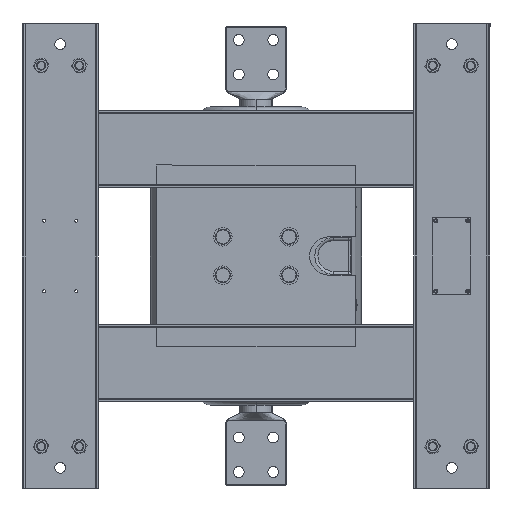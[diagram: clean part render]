
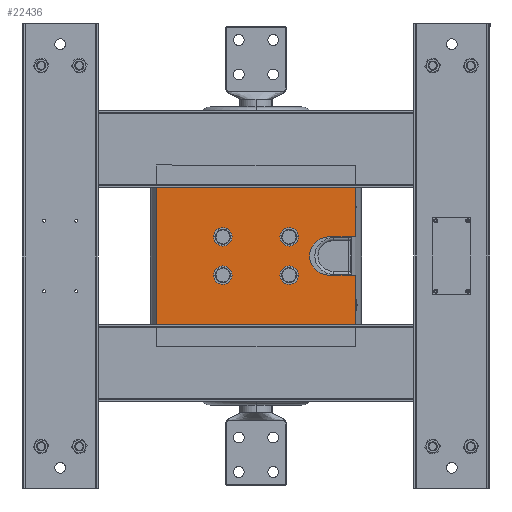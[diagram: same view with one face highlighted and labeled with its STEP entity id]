
A CAD part, front view. The second image highlights one B-rep face of the part: STEP entity #22436.
In plain terms, the highlighted planar face has unit normal (0, -1, 0).
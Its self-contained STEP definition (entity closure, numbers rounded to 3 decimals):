
#459 = ORIENTED_EDGE ( 'NONE', *, *, #24561, .T. ) ;
#460 = ORIENTED_EDGE ( 'NONE', *, *, #24557, .T. ) ;
#461 = ORIENTED_EDGE ( 'NONE', *, *, #24564, .T. ) ;
#462 = ORIENTED_EDGE ( 'NONE', *, *, #24563, .T. ) ;
#463 = ORIENTED_EDGE ( 'NONE', *, *, #24562, .F. ) ;
#464 = ORIENTED_EDGE ( 'NONE', *, *, #24547, .F. ) ;
#465 = ORIENTED_EDGE ( 'NONE', *, *, #24550, .F. ) ;
#466 = ORIENTED_EDGE ( 'NONE', *, *, #24552, .F. ) ;
#467 = ORIENTED_EDGE ( 'NONE', *, *, #24554, .F. ) ;
#468 = ORIENTED_EDGE ( 'NONE', *, *, #24556, .F. ) ;
#469 = ORIENTED_EDGE ( 'NONE', *, *, #24558, .F. ) ;
#470 = ORIENTED_EDGE ( 'NONE', *, *, #24560, .F. ) ;
#471 = ORIENTED_EDGE ( 'NONE', *, *, #24559, .T. ) ;
#472 = ORIENTED_EDGE ( 'NONE', *, *, #24555, .T. ) ;
#473 = ORIENTED_EDGE ( 'NONE', *, *, #24565, .T. ) ;
#474 = ORIENTED_EDGE ( 'NONE', *, *, #24566, .T. ) ;
#3080 = AXIS2_PLACEMENT_3D ( 'NONE', #12193, #12195, #12196 ) ;
#4111 = CARTESIAN_POINT ( 'NONE',  ( -130., -987., -119. ) ) ;
#4112 = CARTESIAN_POINT ( 'NONE',  ( -130., -987., 119. ) ) ;
#4113 = CARTESIAN_POINT ( 'NONE',  ( 130., -987., -119. ) ) ;
#4114 = CARTESIAN_POINT ( 'NONE',  ( 130., -987., -25. ) ) ;
#4115 = CARTESIAN_POINT ( 'NONE',  ( 95., -987., -25. ) ) ;
#4116 = CARTESIAN_POINT ( 'NONE',  ( 95., -987., 25. ) ) ;
#4117 = CARTESIAN_POINT ( 'NONE',  ( 130., -987., 25. ) ) ;
#4118 = CARTESIAN_POINT ( 'NONE',  ( 130., -987., 119. ) ) ;
#4119 = CARTESIAN_POINT ( 'NONE',  ( 43.301, -987., -32.5 ) ) ;
#4120 = CARTESIAN_POINT ( 'NONE',  ( 43.301, -987., -17.5 ) ) ;
#4121 = CARTESIAN_POINT ( 'NONE',  ( -43.301, -987., -32.5 ) ) ;
#4122 = CARTESIAN_POINT ( 'NONE',  ( -43.301, -987., -17.5 ) ) ;
#4123 = CARTESIAN_POINT ( 'NONE',  ( -43.301, -987., 17.5 ) ) ;
#4124 = CARTESIAN_POINT ( 'NONE',  ( -43.301, -987., 32.5 ) ) ;
#4125 = CARTESIAN_POINT ( 'NONE',  ( 43.301, -987., 17.5 ) ) ;
#4126 = CARTESIAN_POINT ( 'NONE',  ( 43.301, -987., 32.5 ) ) ;
#8565 = EDGE_LOOP ( 'NONE', ( #473, #474 ) ) ;
#10244 = FACE_BOUND ( 'NONE', #12687, .T. ) ;
#10246 = FACE_BOUND ( 'NONE', #8565, .T. ) ;
#10249 = FACE_BOUND ( 'NONE', #22807, .T. ) ;
#10251 = FACE_OUTER_BOUND ( 'NONE', #22808, .T. ) ;
#10253 = FACE_BOUND ( 'NONE', #22805, .T. ) ;
#12185 = PLANE ( 'NONE',  #3080 ) ;
#12193 = CARTESIAN_POINT ( 'NONE',  ( 95., -987., 0. ) ) ;
#12195 = DIRECTION ( 'NONE',  ( 0., -1., 0. ) ) ;
#12196 = DIRECTION ( 'NONE',  ( 0., 0., 1. ) ) ;
#12687 = EDGE_LOOP ( 'NONE', ( #459, #460 ) ) ;
#14446 = AXIS2_PLACEMENT_3D ( 'NONE', #17169, #17172, #17173 ) ;
#14447 = AXIS2_PLACEMENT_3D ( 'NONE', #17201, #17202, #17203 ) ;
#14448 = AXIS2_PLACEMENT_3D ( 'NONE', #17174, #17176, #17177 ) ;
#14449 = AXIS2_PLACEMENT_3D ( 'NONE', #17171, #17179, #17180 ) ;
#14450 = AXIS2_PLACEMENT_3D ( 'NONE', #17195, #17196, #17197 ) ;
#14451 = AXIS2_PLACEMENT_3D ( 'NONE', #17181, #17184, #17185 ) ;
#14452 = AXIS2_PLACEMENT_3D ( 'NONE', #17178, #17188, #17189 ) ;
#14453 = AXIS2_PLACEMENT_3D ( 'NONE', #17183, #17193, #17194 ) ;
#14454 = AXIS2_PLACEMENT_3D ( 'NONE', #17192, #17199, #17200 ) ;
#16275 = LINE ( 'NONE', #17153, #16280 ) ;
#16279 = LINE ( 'NONE', #17157, #16286 ) ;
#16280 = VECTOR ( 'NONE', #17156, 1000. ) ;
#16281 = LINE ( 'NONE', #17161, #16290 ) ;
#16283 = LINE ( 'NONE', #17165, #16294 ) ;
#16286 = VECTOR ( 'NONE', #17162, 1000. ) ;
#16287 = VECTOR ( 'NONE', #17182, 1000. ) ;
#16290 = VECTOR ( 'NONE', #17166, 1000. ) ;
#16291 = VECTOR ( 'NONE', #17187, 1000. ) ;
#16294 = VECTOR ( 'NONE', #17170, 1000. ) ;
#16295 = LINE ( 'NONE', #17186, #16291 ) ;
#16296 = CIRCLE ( 'NONE', #14446, 7.5 ) ;
#16297 = LINE ( 'NONE', #17190, #16302 ) ;
#16298 = CIRCLE ( 'NONE', #14448, 25. ) ;
#16299 = LINE ( 'NONE', #17175, #16287 ) ;
#16300 = CIRCLE ( 'NONE', #14449, 7.5 ) ;
#16302 = VECTOR ( 'NONE', #17191, 1000. ) ;
#16303 = CIRCLE ( 'NONE', #14451, 7.5 ) ;
#16306 = CIRCLE ( 'NONE', #14452, 7.5 ) ;
#16307 = CIRCLE ( 'NONE', #14453, 7.5 ) ;
#16309 = CIRCLE ( 'NONE', #14450, 7.5 ) ;
#16310 = CIRCLE ( 'NONE', #14454, 7.5 ) ;
#16312 = CIRCLE ( 'NONE', #14447, 7.5 ) ;
#17153 = CARTESIAN_POINT ( 'NONE',  ( -130., -987., 119. ) ) ;
#17156 = DIRECTION ( 'NONE',  ( 0., 0., 1. ) ) ;
#17157 = CARTESIAN_POINT ( 'NONE',  ( 130., -987., -119. ) ) ;
#17161 = CARTESIAN_POINT ( 'NONE',  ( 130., -987., -25. ) ) ;
#17162 = DIRECTION ( 'NONE',  ( -1., 0., 0. ) ) ;
#17165 = CARTESIAN_POINT ( 'NONE',  ( 95., -987., -25. ) ) ;
#17166 = DIRECTION ( 'NONE',  ( 0., 0., -1. ) ) ;
#17169 = CARTESIAN_POINT ( 'NONE',  ( -43.301, -987., 25. ) ) ;
#17170 = DIRECTION ( 'NONE',  ( 1., 0., 0. ) ) ;
#17171 = CARTESIAN_POINT ( 'NONE',  ( 43.301, -987., -25. ) ) ;
#17172 = DIRECTION ( 'NONE',  ( 0., 1., 0. ) ) ;
#17173 = DIRECTION ( 'NONE',  ( 0., 0., -1. ) ) ;
#17174 = CARTESIAN_POINT ( 'NONE',  ( 95., -987., 0. ) ) ;
#17175 = CARTESIAN_POINT ( 'NONE',  ( 130., -987., 25. ) ) ;
#17176 = DIRECTION ( 'NONE',  ( 0., -1., 0. ) ) ;
#17177 = DIRECTION ( 'NONE',  ( 0., 0., 1. ) ) ;
#17178 = CARTESIAN_POINT ( 'NONE',  ( 43.301, -987., -25. ) ) ;
#17179 = DIRECTION ( 'NONE',  ( 0., 1., 0. ) ) ;
#17180 = DIRECTION ( 'NONE',  ( 0., 0., -1. ) ) ;
#17181 = CARTESIAN_POINT ( 'NONE',  ( -43.301, -987., 25. ) ) ;
#17182 = DIRECTION ( 'NONE',  ( -1., 0., 0. ) ) ;
#17183 = CARTESIAN_POINT ( 'NONE',  ( -43.301, -987., -25. ) ) ;
#17184 = DIRECTION ( 'NONE',  ( 0., 1., 0. ) ) ;
#17185 = DIRECTION ( 'NONE',  ( 0., 0., -1. ) ) ;
#17186 = CARTESIAN_POINT ( 'NONE',  ( 130., -987., 119. ) ) ;
#17187 = DIRECTION ( 'NONE',  ( 0., 0., -1. ) ) ;
#17188 = DIRECTION ( 'NONE',  ( 0., 1., 0. ) ) ;
#17189 = DIRECTION ( 'NONE',  ( 0., 0., -1. ) ) ;
#17190 = CARTESIAN_POINT ( 'NONE',  ( 130., -987., 119. ) ) ;
#17191 = DIRECTION ( 'NONE',  ( 1., 0., 0. ) ) ;
#17192 = CARTESIAN_POINT ( 'NONE',  ( 43.301, -987., 25. ) ) ;
#17193 = DIRECTION ( 'NONE',  ( 0., 1., 0. ) ) ;
#17194 = DIRECTION ( 'NONE',  ( 0., 0., -1. ) ) ;
#17195 = CARTESIAN_POINT ( 'NONE',  ( -43.301, -987., -25. ) ) ;
#17196 = DIRECTION ( 'NONE',  ( 0., 1., 0. ) ) ;
#17197 = DIRECTION ( 'NONE',  ( 0., 0., -1. ) ) ;
#17199 = DIRECTION ( 'NONE',  ( 0., 1., 0. ) ) ;
#17200 = DIRECTION ( 'NONE',  ( 0., 0., -1. ) ) ;
#17201 = CARTESIAN_POINT ( 'NONE',  ( 43.301, -987., 25. ) ) ;
#17202 = DIRECTION ( 'NONE',  ( 0., 1., 0. ) ) ;
#17203 = DIRECTION ( 'NONE',  ( 0., 0., -1. ) ) ;
#20712 = VERTEX_POINT ( 'NONE', #4111 ) ;
#20713 = VERTEX_POINT ( 'NONE', #4112 ) ;
#20714 = VERTEX_POINT ( 'NONE', #4113 ) ;
#20715 = VERTEX_POINT ( 'NONE', #4114 ) ;
#20716 = VERTEX_POINT ( 'NONE', #4115 ) ;
#20717 = VERTEX_POINT ( 'NONE', #4116 ) ;
#20718 = VERTEX_POINT ( 'NONE', #4117 ) ;
#20719 = VERTEX_POINT ( 'NONE', #4118 ) ;
#20720 = VERTEX_POINT ( 'NONE', #4119 ) ;
#20721 = VERTEX_POINT ( 'NONE', #4120 ) ;
#20722 = VERTEX_POINT ( 'NONE', #4121 ) ;
#20723 = VERTEX_POINT ( 'NONE', #4122 ) ;
#20724 = VERTEX_POINT ( 'NONE', #4123 ) ;
#20725 = VERTEX_POINT ( 'NONE', #4124 ) ;
#20726 = VERTEX_POINT ( 'NONE', #4125 ) ;
#20727 = VERTEX_POINT ( 'NONE', #4126 ) ;
#22436 = ADVANCED_FACE ( 'NONE', ( #10244, #10249, #10251, #10253, #10246 ), #12185, .T. ) ;
#22805 = EDGE_LOOP ( 'NONE', ( #471, #472 ) ) ;
#22807 = EDGE_LOOP ( 'NONE', ( #461, #462 ) ) ;
#22808 = EDGE_LOOP ( 'NONE', ( #463, #464, #465, #466, #467, #468, #469, #470 ) ) ;
#24547 = EDGE_CURVE ( 'NONE', #20712, #20713, #16275, .T. ) ;
#24550 = EDGE_CURVE ( 'NONE', #20714, #20712, #16279, .T. ) ;
#24552 = EDGE_CURVE ( 'NONE', #20715, #20714, #16281, .T. ) ;
#24554 = EDGE_CURVE ( 'NONE', #20716, #20715, #16283, .T. ) ;
#24555 = EDGE_CURVE ( 'NONE', #20725, #20724, #16296, .T. ) ;
#24556 = EDGE_CURVE ( 'NONE', #20717, #20716, #16298, .T. ) ;
#24557 = EDGE_CURVE ( 'NONE', #20721, #20720, #16300, .T. ) ;
#24558 = EDGE_CURVE ( 'NONE', #20718, #20717, #16299, .T. ) ;
#24559 = EDGE_CURVE ( 'NONE', #20724, #20725, #16303, .T. ) ;
#24560 = EDGE_CURVE ( 'NONE', #20719, #20718, #16295, .T. ) ;
#24561 = EDGE_CURVE ( 'NONE', #20720, #20721, #16306, .T. ) ;
#24562 = EDGE_CURVE ( 'NONE', #20713, #20719, #16297, .T. ) ;
#24563 = EDGE_CURVE ( 'NONE', #20723, #20722, #16307, .T. ) ;
#24564 = EDGE_CURVE ( 'NONE', #20722, #20723, #16309, .T. ) ;
#24565 = EDGE_CURVE ( 'NONE', #20726, #20727, #16310, .T. ) ;
#24566 = EDGE_CURVE ( 'NONE', #20727, #20726, #16312, .T. ) ;
